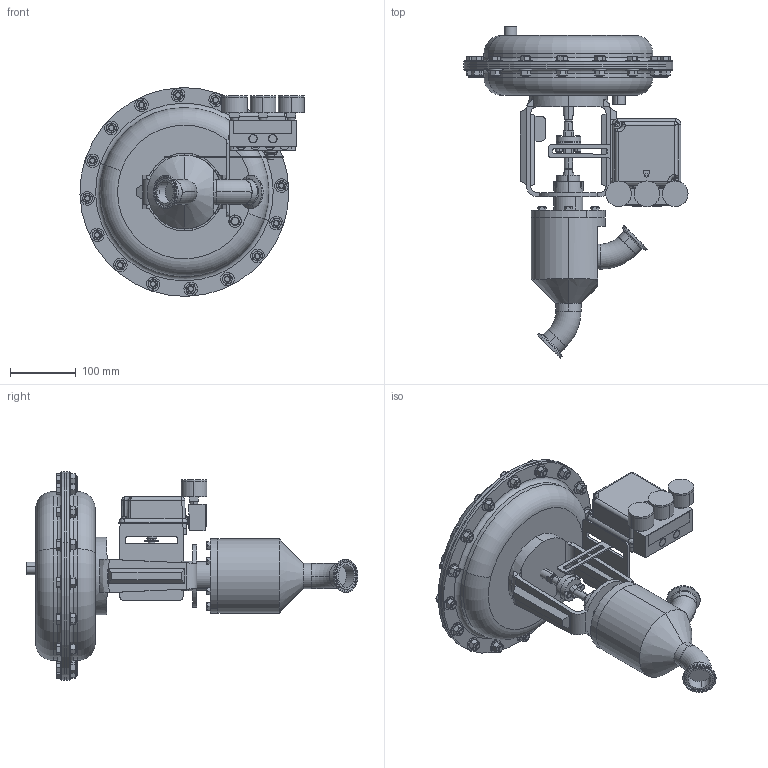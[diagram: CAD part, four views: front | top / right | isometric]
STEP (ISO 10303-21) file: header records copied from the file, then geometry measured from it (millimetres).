
FILE_DESCRIPTION (( 'STEP AP203' ), '1' );
FILE_NAME ('978NSP-150-JD-55M-16PP.STEP', '2017-06-13T14:05:44', ( '' ), ( '' ), 'SwSTEP 2.0', 'SolidWorks 2014', '' );
FILE_SCHEMA (( 'CONFIG_CONTROL_DESIGN' ));
Length unit declared in the file: inch
Products named in the file (2): 978NSP-150-JD-55M-16PP
Bounding box: 340.5 x 504.56 x 317.42 mm (x, y, z)
Volume: 7129517.3 mm3; surface area: 1064357.1 mm2
Topology: 126 solids, 126 shells, 2929 faces, 6860 edges, 4216 vertices
Faces by surface type: plane 1071, cone 848, cylinder 671, bspline 299, torus 40
Entity records: 103668 total; most frequent: CARTESIAN_POINT 39750, ORIENTED_EDGE 13624, DIRECTION 12701, EDGE_CURVE 6812, AXIS2_PLACEMENT_3D 5029, VERTEX_POINT 4215, EDGE_LOOP 3101, ADVANCED_FACE 2929
